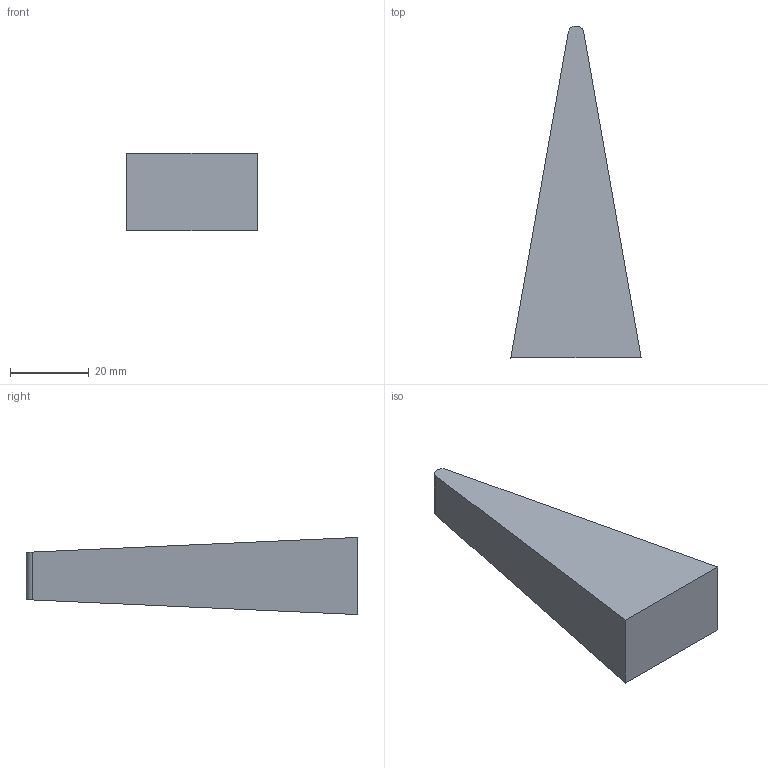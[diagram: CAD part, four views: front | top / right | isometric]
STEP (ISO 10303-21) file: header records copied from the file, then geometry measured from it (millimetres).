
FILE_DESCRIPTION( ('This file contains a STEP AP42 implementation' ,'as created by ZW3D STEP Interface translator.') ,'2;1' );
FILE_NAME( '柔性自适应气指FA８６1.stp' ,'2112 9.17 116', (''), ('ZWCAD Software Co.'), 'Version 1.0', 'ZW3D to STEP translator', '' );
FILE_SCHEMA(('AUTOMOTIVE_DESIGN { 1 0 10303 214 1 1 1 1 }'));
Length unit declared in the file: millimetre
Products named in the file (2): 0; 柔性自适应气指FA８６1
Bounding box: 33.05 x 84.2 x 19.57 mm (x, y, z)
Volume: 25756.4 mm3; surface area: 6438.9 mm2
Topology: 1 solids, 1 shells, 6 faces, 12 edges, 8 vertices
Faces by surface type: plane 5, cylinder 1
Entity records: 229 total; most frequent: CARTESIAN_POINT 70, ORIENTED_EDGE 24, DIRECTION 20, EDGE_CURVE 12, VERTEX_POINT 8, AXIS2_PLACEMENT_3D 7, VECTOR 6, LINE 6
